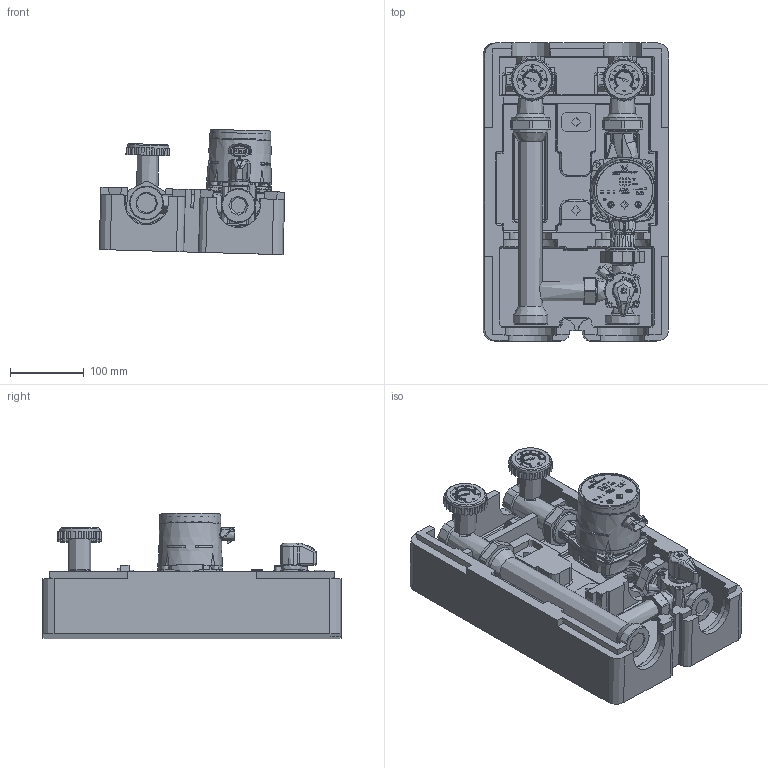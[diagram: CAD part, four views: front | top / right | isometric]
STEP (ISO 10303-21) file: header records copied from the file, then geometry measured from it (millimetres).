
FILE_DESCRIPTION(/* description */ (''),/* implementation_level */ '2;1');
FILE_NAME(/* name */ 'SMT125-DN25_Grundfos_bez pokrywy.stp',/* time_stamp */ '2015-11-26T21:39:44+01:00',/* author */ ('ARTUR'),/* organization */ (''),/* preprocessor_version */ 'ST-DEVELOPER v15.6',/* originating_system */ 'Autodesk Inventor 2015',/* authorisation */ '');
FILE_SCHEMA (('CONFIG_CONTROL_DESIGN'));
Products named in the file (1): SMT125-DN25_Grundfos_bez pokrywy
Bounding box: 252.28 x 405 x 170.33 mm (x, y, z)
Volume: 5554786.3 mm3; surface area: 674283.6 mm2
Topology: 1 solids, 1 shells, 4080 faces, 11205 edges, 7301 vertices
Faces by surface type: plane 2390, cylinder 806, bspline 635, cone 134, torus 67, sphere 48
Full cylindrical faces by diameter (mm): 2.5 x4, 4.917 x6, 6.5 x2, 8.5 x5, 9 x1, 10 x4, 12 x2, 13 x2, 13.654 x2, 20 x1, 22 x2, 24.624 x1, 25 x2, 26.8 x1, 27 x1, 29 x1, 30 x3, 33 x5, 35 x2, 40 x4, 42 x3, 42.5 x2, 45 x1, 47 x3, 47.8 x2, 52 x2, 56 x2
Entity records: 156869 total; most frequent: CARTESIAN_POINT 54637, ORIENTED_EDGE 21924, DIRECTION 18374, EDGE_CURVE 10962, VERTEX_POINT 7232, LINE 7226, VECTOR 7226, AXIS2_PLACEMENT_3D 5574
